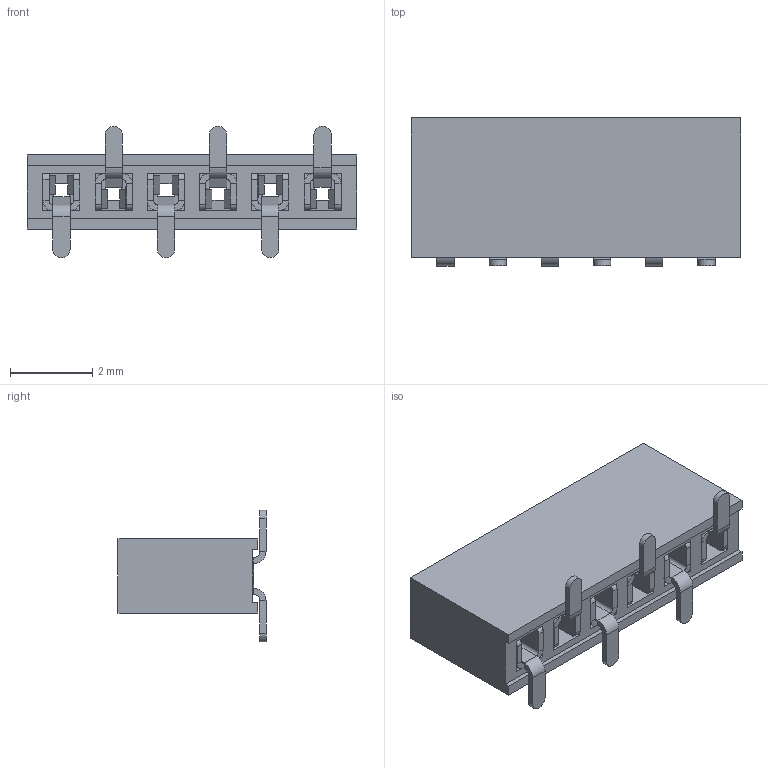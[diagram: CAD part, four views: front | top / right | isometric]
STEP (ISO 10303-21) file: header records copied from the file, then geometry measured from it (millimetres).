
FILE_DESCRIPTION((''),'2;1');
FILE_NAME('M50-3140645_ASM','2018-03-22T14:33:41',('wpreston'),(''),'CREO PARAMETRIC BY PTC INC, 2016510','CREO PARAMETRIC BY PTC INC, 2016510','');
FILE_SCHEMA(('CONFIG_CONTROL_DESIGN','SHAPE_APPEARANCE_LAYERS_GROUPS'));
Length unit declared in the file: millimetre
Products named in the file (3): M50-31406_MOULD; M50-314_CONTACT; M50-3140645_ASM
Assembly tree (7 placements, depth 2):
  M50-3140645_ASM
    M50-31406_MOULD
    M50-314_CONTACT  x6
Bounding box: 8.02 x 3.6 x 3.2 mm (x, y, z)
Volume: 37.6 mm3; surface area: 248.8 mm2
Topology: 7 solids, 7 shells, 604 faces, 1476 edges, 892 vertices
Faces by surface type: plane 406, cylinder 198
Entity records: 6518 total; most frequent: CARTESIAN_POINT 980, ORIENTED_EDGE 852, DIRECTION 812, PRESENTATION_STYLE_ASSIGNMENT 434, STYLED_ITEM 434, CURVE_STYLE 426, EDGE_CURVE 426, VECTOR 352
